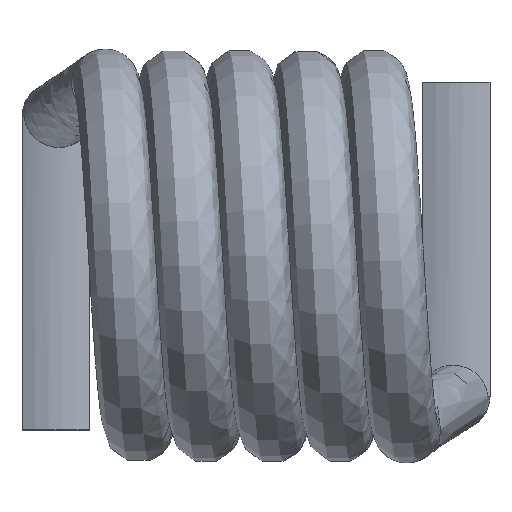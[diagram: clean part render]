
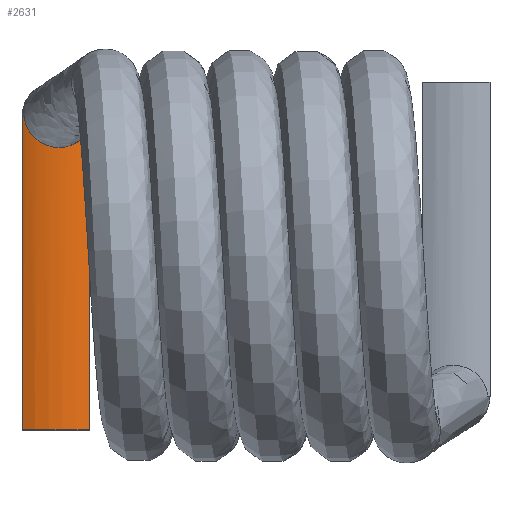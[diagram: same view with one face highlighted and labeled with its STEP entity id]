
A CAD part, top view. The second image highlights one B-rep face of the part: STEP entity #2631.
In plain terms, the highlighted cylindrical face has radius 1.354 mm (diameter 2.709 mm), a partial arc.
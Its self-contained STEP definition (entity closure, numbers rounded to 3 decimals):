
#2262 = EDGE_CURVE('',#2263,#2265,#2267,.T.);
#2263 = VERTEX_POINT('',#2264);
#2264 = CARTESIAN_POINT('',(-2.69,2.09,0.702));
#2265 = VERTEX_POINT('',#2266);
#2266 = CARTESIAN_POINT('',(-3.732,2.255,0.718));
#2267 = B_SPLINE_CURVE_WITH_KNOTS('',6,(#2268,#2269,#2270,#2271,#2272,
#2273,#2274,#2275,#2276,#2277,#2278,#2279,#2280,#2281,#2282,#2283,
#2284,#2285,#2286,#2287,#2288,#2289,#2290,#2291,#2292,#2293,#2294,
#2295,#2296,#2297,#2298,#2299,#2300,#2301,#2302,#2303,#2304,#2305,
#2306,#2307,#2308,#2309,#2310,#2311,#2312,#2313,#2314),
.UNSPECIFIED.,.F.,.F.,(7,5,5,5,5,5,5,5,5,7),(0.,0.238,
0.411,0.578,0.735,0.866,
0.934,0.967,0.983,1.),.UNSPECIFIED.);
#2268 = CARTESIAN_POINT('',(-2.69,2.09,0.702));
#2269 = CARTESIAN_POINT('',(-2.708,2.037,0.71
));
#2270 = CARTESIAN_POINT('',(-2.733,1.986,0.72)
);
#2271 = CARTESIAN_POINT('',(-2.765,1.94,
0.733));
#2272 = CARTESIAN_POINT('',(-2.802,1.898,0.746)
);
#2273 = CARTESIAN_POINT('',(-2.845,1.861,
0.759));
#2274 = CARTESIAN_POINT('',(-2.928,1.809,
0.781));
#2275 = CARTESIAN_POINT('',(-2.965,1.791,0.789
));
#2276 = CARTESIAN_POINT('',(-3.004,1.776,0.797
));
#2277 = CARTESIAN_POINT('',(-3.046,1.765,
0.803));
#2278 = CARTESIAN_POINT('',(-3.088,1.758,
0.808));
#2279 = CARTESIAN_POINT('',(-3.172,1.752,
0.814));
#2280 = CARTESIAN_POINT('',(-3.214,1.753,
0.815));
#2281 = CARTESIAN_POINT('',(-3.256,1.757,
0.815));
#2282 = CARTESIAN_POINT('',(-3.298,1.766,
0.814));
#2283 = CARTESIAN_POINT('',(-3.339,1.777,0.811
));
#2284 = CARTESIAN_POINT('',(-3.415,1.807,
0.802));
#2285 = CARTESIAN_POINT('',(-3.45,1.824,
0.797));
#2286 = CARTESIAN_POINT('',(-3.484,1.843,
0.791));
#2287 = CARTESIAN_POINT('',(-3.517,1.865,
0.784));
#2288 = CARTESIAN_POINT('',(-3.547,1.89,
0.777));
#2289 = CARTESIAN_POINT('',(-3.598,1.939,
0.764));
#2290 = CARTESIAN_POINT('',(-3.619,1.963,
0.758));
#2291 = CARTESIAN_POINT('',(-3.639,1.988,
0.751));
#2292 = CARTESIAN_POINT('',(-3.656,2.014,
0.746));
#2293 = CARTESIAN_POINT('',(-3.672,2.042,
0.74));
#2294 = CARTESIAN_POINT('',(-3.692,2.085,0.733
));
#2295 = CARTESIAN_POINT('',(-3.699,2.1,0.731)
);
#2296 = CARTESIAN_POINT('',(-3.705,2.115,0.728
));
#2297 = CARTESIAN_POINT('',(-3.71,2.13,0.726)
);
#2298 = CARTESIAN_POINT('',(-3.714,2.146,0.725
));
#2299 = CARTESIAN_POINT('',(-3.72,2.169,
0.722));
#2300 = CARTESIAN_POINT('',(-3.722,2.177,0.722
));
#2301 = CARTESIAN_POINT('',(-3.724,2.185,
0.721));
#2302 = CARTESIAN_POINT('',(-3.725,2.192,
0.721));
#2303 = CARTESIAN_POINT('',(-3.726,2.2,
0.72));
#2304 = CARTESIAN_POINT('',(-3.728,2.212,0.719
));
#2305 = CARTESIAN_POINT('',(-3.729,2.216,
0.719));
#2306 = CARTESIAN_POINT('',(-3.729,2.22,
0.719));
#2307 = CARTESIAN_POINT('',(-3.73,2.223,0.719
));
#2308 = CARTESIAN_POINT('',(-3.73,2.227,0.719
));
#2309 = CARTESIAN_POINT('',(-3.731,2.235,
0.718));
#2310 = CARTESIAN_POINT('',(-3.731,2.239,0.718
));
#2311 = CARTESIAN_POINT('',(-3.731,2.243,
0.718));
#2312 = CARTESIAN_POINT('',(-3.732,2.247,
0.718));
#2313 = CARTESIAN_POINT('',(-3.732,2.251,
0.718));
#2314 = CARTESIAN_POINT('',(-3.732,2.255,0.718));
#2631 = ADVANCED_FACE('',(#2632),#2667,.T.);
#2632 = FACE_BOUND('',#2633,.F.);
#2633 = EDGE_LOOP('',(#2634,#2635,#2643,#2652,#2660));
#2634 = ORIENTED_EDGE('',*,*,#2262,.F.);
#2635 = ORIENTED_EDGE('',*,*,#2636,.T.);
#2636 = EDGE_CURVE('',#2263,#2637,#2639,.T.);
#2637 = VERTEX_POINT('',#2638);
#2638 = CARTESIAN_POINT('',(-2.69,-2.795,0.702));
#2639 = LINE('',#2640,#2641);
#2640 = CARTESIAN_POINT('',(-2.69,2.255,0.702));
#2641 = VECTOR('',#2642,1.);
#2642 = DIRECTION('',(0.,-1.,0.));
#2643 = ORIENTED_EDGE('',*,*,#2644,.T.);
#2644 = EDGE_CURVE('',#2637,#2645,#2647,.T.);
#2645 = VERTEX_POINT('',#2646);
#2646 = CARTESIAN_POINT('',(-3.77,-2.795,0.702));
#2647 = CIRCLE('',#2648,1.354);
#2648 = AXIS2_PLACEMENT_3D('',#2649,#2650,#2651);
#2649 = CARTESIAN_POINT('',(-3.23,-2.795,-0.54));
#2650 = DIRECTION('',(0.,-1.,0.));
#2651 = DIRECTION('',(0.399,0.,0.917));
#2652 = ORIENTED_EDGE('',*,*,#2653,.F.);
#2653 = EDGE_CURVE('',#2654,#2645,#2656,.T.);
#2654 = VERTEX_POINT('',#2655);
#2655 = CARTESIAN_POINT('',(-3.77,2.255,0.702));
#2656 = LINE('',#2657,#2658);
#2657 = CARTESIAN_POINT('',(-3.77,2.255,0.702));
#2658 = VECTOR('',#2659,1.);
#2659 = DIRECTION('',(0.,-1.,0.));
#2660 = ORIENTED_EDGE('',*,*,#2661,.F.);
#2661 = EDGE_CURVE('',#2265,#2654,#2662,.T.);
#2662 = CIRCLE('',#2663,1.354);
#2663 = AXIS2_PLACEMENT_3D('',#2664,#2665,#2666);
#2664 = CARTESIAN_POINT('',(-3.23,2.255,-0.54));
#2665 = DIRECTION('',(0.,-1.,0.));
#2666 = DIRECTION('',(0.399,0.,0.917));
#2667 = CYLINDRICAL_SURFACE('',#2668,1.354);
#2668 = AXIS2_PLACEMENT_3D('',#2669,#2670,#2671);
#2669 = CARTESIAN_POINT('',(-3.23,2.255,-0.54));
#2670 = DIRECTION('',(-0.,1.,-0.));
#2671 = DIRECTION('',(0.399,0.,0.917));
